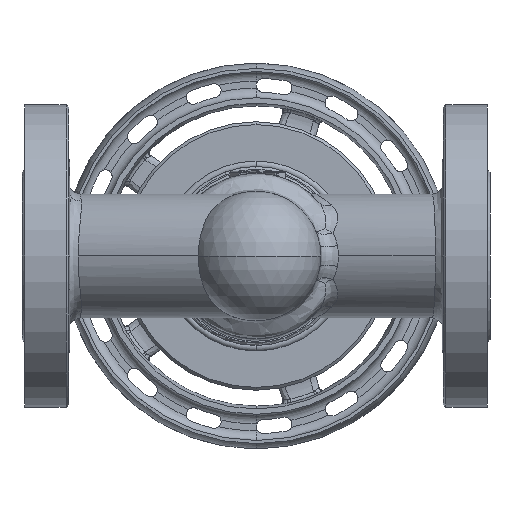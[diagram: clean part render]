
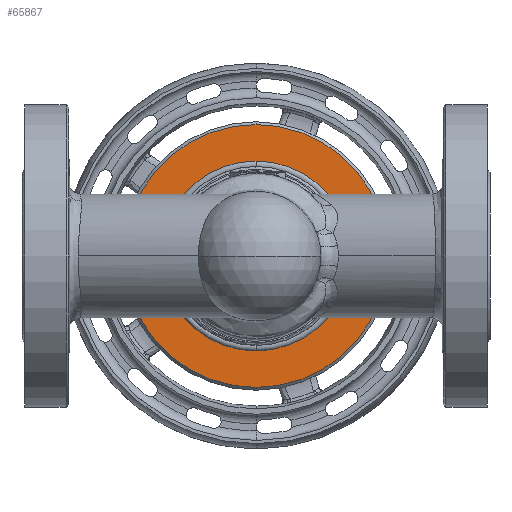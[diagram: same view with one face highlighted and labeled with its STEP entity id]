
A CAD part, front view. The second image highlights one B-rep face of the part: STEP entity #65867.
In plain terms, the highlighted planar face has unit normal (0, -1, 0).
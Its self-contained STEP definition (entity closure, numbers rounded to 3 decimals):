
#660 = AXIS2_PLACEMENT_3D ( 'NONE', #56712, #24720, #62101 ) ;
#4196 = VERTEX_POINT ( 'NONE', #54862 ) ;
#5262 = CARTESIAN_POINT ( 'NONE',  ( 0., 92., 0. ) ) ;
#10025 = VERTEX_POINT ( 'NONE', #44041 ) ;
#10655 = DIRECTION ( 'NONE',  ( 0., 0., 1. ) ) ;
#16753 = DIRECTION ( 'NONE',  ( 0., -1., 0. ) ) ;
#19628 = ORIENTED_EDGE ( 'NONE', *, *, #44223, .F. ) ;
#23572 = CARTESIAN_POINT ( 'NONE',  ( 69., 92., 0. ) ) ;
#24720 = DIRECTION ( 'NONE',  ( 0., -1., 0. ) ) ;
#25549 = AXIS2_PLACEMENT_3D ( 'NONE', #5262, #42624, #10655 ) ;
#26185 = CARTESIAN_POINT ( 'NONE',  ( 0., 92., 0. ) ) ;
#26514 = AXIS2_PLACEMENT_3D ( 'NONE', #26185, #63595, #31570 ) ;
#26959 = AXIS2_PLACEMENT_3D ( 'NONE', #48775, #16753, #54146 ) ;
#28909 = DIRECTION ( 'NONE',  ( 0., 0., 1. ) ) ;
#29881 = CIRCLE ( 'NONE', #26514, 95.5 ) ;
#31570 = DIRECTION ( 'NONE',  ( 0., 0., 1. ) ) ;
#34067 = PLANE ( 'NONE',  #41995 ) ;
#35972 = ORIENTED_EDGE ( 'NONE', *, *, #52851, .T. ) ;
#37853 = EDGE_LOOP ( 'NONE', ( #19628, #51882 ) ) ;
#41995 = AXIS2_PLACEMENT_3D ( 'NONE', #23572, #60967, #28909 ) ;
#42624 = DIRECTION ( 'NONE',  ( 0., -1., 0. ) ) ;
#44041 = CARTESIAN_POINT ( 'NONE',  ( 0., 92., -95.5 ) ) ;
#44223 = EDGE_CURVE ( 'NONE', #47703, #56457, #47600, .T. ) ;
#45921 = FACE_BOUND ( 'NONE', #37853, .T. ) ;
#46639 = CIRCLE ( 'NONE', #26959, 95.5 ) ;
#47596 = FACE_OUTER_BOUND ( 'NONE', #57468, .T. ) ;
#47600 = CIRCLE ( 'NONE', #25549, 69. ) ;
#47703 = VERTEX_POINT ( 'NONE', #49553 ) ;
#48775 = CARTESIAN_POINT ( 'NONE',  ( 0., 92., 0. ) ) ;
#49553 = CARTESIAN_POINT ( 'NONE',  ( 0., 92., -69. ) ) ;
#51882 = ORIENTED_EDGE ( 'NONE', *, *, #55311, .F. ) ;
#52851 = EDGE_CURVE ( 'NONE', #4196, #10025, #46639, .T. ) ;
#54146 = DIRECTION ( 'NONE',  ( 0., 0., 1. ) ) ;
#54862 = CARTESIAN_POINT ( 'NONE',  ( 0., 92., 95.5 ) ) ;
#55311 = EDGE_CURVE ( 'NONE', #56457, #47703, #59688, .T. ) ;
#56457 = VERTEX_POINT ( 'NONE', #56818 ) ;
#56712 = CARTESIAN_POINT ( 'NONE',  ( 0., 92., 0. ) ) ;
#56818 = CARTESIAN_POINT ( 'NONE',  ( 0., 92., 69. ) ) ;
#57468 = EDGE_LOOP ( 'NONE', ( #35972, #59154 ) ) ;
#59154 = ORIENTED_EDGE ( 'NONE', *, *, #61672, .T. ) ;
#59688 = CIRCLE ( 'NONE', #660, 69. ) ;
#60967 = DIRECTION ( 'NONE',  ( 0., 1., 0. ) ) ;
#61672 = EDGE_CURVE ( 'NONE', #10025, #4196, #29881, .T. ) ;
#62101 = DIRECTION ( 'NONE',  ( 0., 0., 1. ) ) ;
#63595 = DIRECTION ( 'NONE',  ( 0., -1., 0. ) ) ;
#65867 = ADVANCED_FACE ( 'NONE', ( #47596, #45921 ), #34067, .F. ) ;
